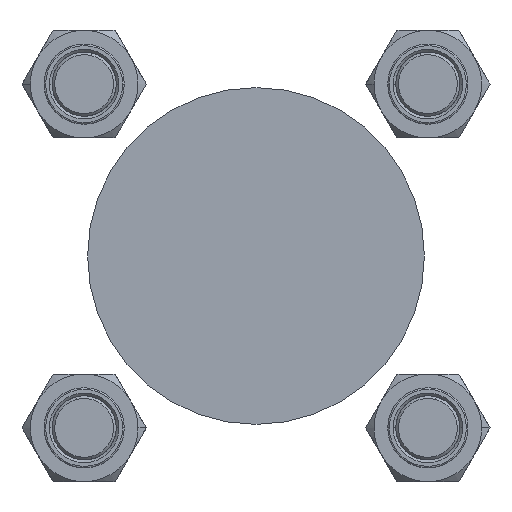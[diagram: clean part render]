
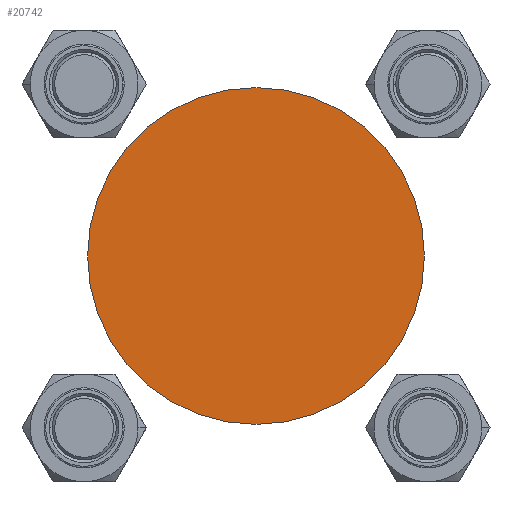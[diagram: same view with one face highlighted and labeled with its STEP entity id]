
A CAD part, left-side view. The second image highlights one B-rep face of the part: STEP entity #20742.
In plain terms, the highlighted face is planar.
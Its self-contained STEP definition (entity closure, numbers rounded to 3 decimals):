
#3707 = CARTESIAN_POINT ( 'NONE',  ( 0., 0., 0. ) ) ;
#4506 = ORIENTED_EDGE ( 'NONE', *, *, #38335, .F. ) ;
#4843 = EDGE_LOOP ( 'NONE', ( #18359, #4506 ) ) ;
#5442 = AXIS2_PLACEMENT_3D ( 'NONE', #3707, #27197, #51983 ) ;
#12377 = DIRECTION ( 'NONE',  ( 0., 0., 1. ) ) ;
#16158 = CARTESIAN_POINT ( 'NONE',  ( 0., 0., 0. ) ) ;
#18359 = ORIENTED_EDGE ( 'NONE', *, *, #46893, .F. ) ;
#20548 = PLANE ( 'NONE',  #30335 ) ;
#20742 = ADVANCED_FACE ( 'NONE', ( #28723 ), #20548, .F. ) ;
#23300 = DIRECTION ( 'NONE',  ( 1., 0., 0. ) ) ;
#27197 = DIRECTION ( 'NONE',  ( 0., 0., 1. ) ) ;
#28209 = CIRCLE ( 'NONE', #5442, 31.5 ) ;
#28723 = FACE_OUTER_BOUND ( 'NONE', #4843, .T. ) ;
#29907 = AXIS2_PLACEMENT_3D ( 'NONE', #16158, #32254, #23300 ) ;
#30335 = AXIS2_PLACEMENT_3D ( 'NONE', #32706, #12377, #36123 ) ;
#32254 = DIRECTION ( 'NONE',  ( 0., 0., 1. ) ) ;
#32706 = CARTESIAN_POINT ( 'NONE',  ( 0., 0., 0. ) ) ;
#35784 = CARTESIAN_POINT ( 'NONE',  ( -31.5, 0., 0. ) ) ;
#36123 = DIRECTION ( 'NONE',  ( 1., 0., 0. ) ) ;
#38335 = EDGE_CURVE ( 'NONE', #43051, #38882, #28209, .T. ) ;
#38882 = VERTEX_POINT ( 'NONE', #35784 ) ;
#40011 = CIRCLE ( 'NONE', #29907, 31.5 ) ;
#40327 = CARTESIAN_POINT ( 'NONE',  ( 31.5, 0., 0. ) ) ;
#43051 = VERTEX_POINT ( 'NONE', #40327 ) ;
#46893 = EDGE_CURVE ( 'NONE', #38882, #43051, #40011, .T. ) ;
#51983 = DIRECTION ( 'NONE',  ( 1., 0., 0. ) ) ;
